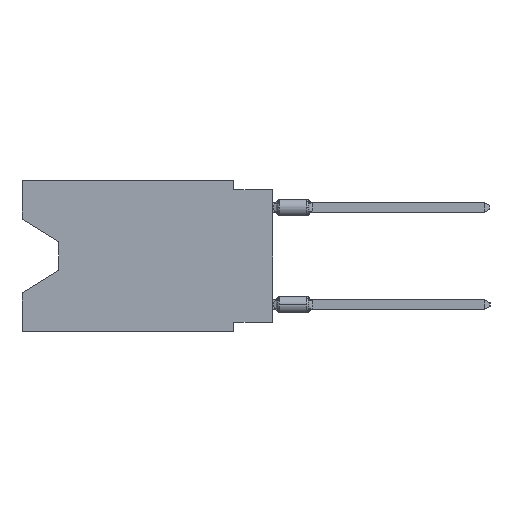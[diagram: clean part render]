
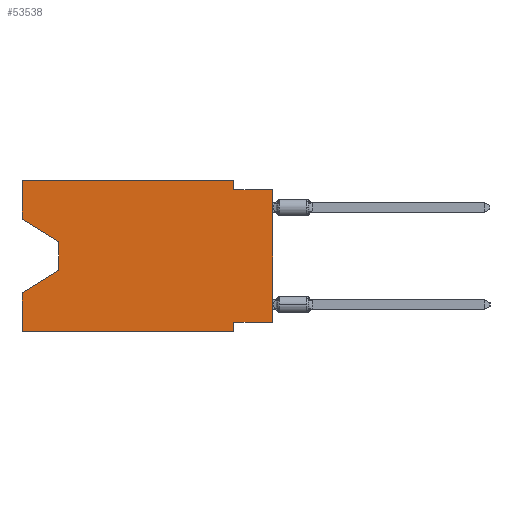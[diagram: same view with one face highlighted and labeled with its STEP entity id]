
A CAD part, left-side view. The second image highlights one B-rep face of the part: STEP entity #53538.
In plain terms, the highlighted planar face has unit normal (-1, 0, 0).
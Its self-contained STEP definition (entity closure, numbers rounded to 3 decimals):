
#262 = CARTESIAN_POINT ( 'NONE',  ( 0., 16.383, -2.546 ) ) ;
#936 = VERTEX_POINT ( 'NONE', #41779 ) ;
#1222 = VECTOR ( 'NONE', #35215, 1000. ) ;
#2706 = CARTESIAN_POINT ( 'NONE',  ( 0., 16.383, 0. ) ) ;
#2725 = LINE ( 'NONE', #54493, #51251 ) ;
#3118 = ORIENTED_EDGE ( 'NONE', *, *, #10177, .F. ) ;
#3235 = LINE ( 'NONE', #56850, #36274 ) ;
#3621 = LINE ( 'NONE', #18356, #46211 ) ;
#4668 = LINE ( 'NONE', #262, #29445 ) ;
#5263 = VERTEX_POINT ( 'NONE', #10459 ) ;
#6850 = VECTOR ( 'NONE', #60981, 1000. ) ;
#9206 = CARTESIAN_POINT ( 'NONE',  ( 0., 16.383, 0. ) ) ;
#9384 = EDGE_CURVE ( 'NONE', #44244, #59256, #49328, .T. ) ;
#9416 = VECTOR ( 'NONE', #25366, 1000. ) ;
#10177 = EDGE_CURVE ( 'NONE', #28874, #45567, #42893, .T. ) ;
#10459 = CARTESIAN_POINT ( 'NONE',  ( 0., 2.54, 0. ) ) ;
#10527 = CARTESIAN_POINT ( 'NONE',  ( 0., 16.383, -2.546 ) ) ;
#11697 = CARTESIAN_POINT ( 'NONE',  ( 0., 0., -9.271 ) ) ;
#11708 = CARTESIAN_POINT ( 'NONE',  ( 0., 16.383, -7.36 ) ) ;
#11937 = CARTESIAN_POINT ( 'NONE',  ( 0., 16.383, -9.906 ) ) ;
#12271 = ORIENTED_EDGE ( 'NONE', *, *, #33962, .F. ) ;
#12321 = ORIENTED_EDGE ( 'NONE', *, *, #17692, .F. ) ;
#12916 = FACE_OUTER_BOUND ( 'NONE', #28167, .T. ) ;
#12953 = DIRECTION ( 'NONE',  ( 0., 0.855, -0.519 ) ) ;
#14883 = VERTEX_POINT ( 'NONE', #11937 ) ;
#14944 = VECTOR ( 'NONE', #55260, 1000. ) ;
#15144 = CARTESIAN_POINT ( 'NONE',  ( 0., 13.97, -4.013 ) ) ;
#15181 = CARTESIAN_POINT ( 'NONE',  ( 0., 13.97, -4.013 ) ) ;
#15456 = AXIS2_PLACEMENT_3D ( 'NONE', #32378, #16701, #36787 ) ;
#16701 = DIRECTION ( 'NONE',  ( 1., 0., 0. ) ) ;
#17220 = EDGE_CURVE ( 'NONE', #14883, #61581, #17760, .T. ) ;
#17692 = EDGE_CURVE ( 'NONE', #38363, #26655, #54672, .T. ) ;
#17760 = LINE ( 'NONE', #2706, #47875 ) ;
#18356 = CARTESIAN_POINT ( 'NONE',  ( 0., 0., 0. ) ) ;
#18567 = LINE ( 'NONE', #37698, #25158 ) ;
#20363 = VECTOR ( 'NONE', #37254, 1000. ) ;
#20648 = DIRECTION ( 'NONE',  ( 0., 0., -1. ) ) ;
#20670 = CARTESIAN_POINT ( 'NONE',  ( 0., 16.383, 0. ) ) ;
#24014 = ORIENTED_EDGE ( 'NONE', *, *, #48638, .T. ) ;
#24628 = ORIENTED_EDGE ( 'NONE', *, *, #37053, .T. ) ;
#25158 = VECTOR ( 'NONE', #56825, 1000. ) ;
#25366 = DIRECTION ( 'NONE',  ( 0., 0., 1. ) ) ;
#25872 = ORIENTED_EDGE ( 'NONE', *, *, #48144, .T. ) ;
#26655 = VERTEX_POINT ( 'NONE', #35392 ) ;
#26690 = EDGE_CURVE ( 'NONE', #52811, #30331, #36025, .T. ) ;
#28167 = EDGE_LOOP ( 'NONE', ( #40847, #39764, #24014, #38761, #24628, #12271, #12321, #25872, #3118, #31670, #41690, #47002 ) ) ;
#28874 = VERTEX_POINT ( 'NONE', #60646 ) ;
#29445 = VECTOR ( 'NONE', #37926, 1000. ) ;
#30331 = VERTEX_POINT ( 'NONE', #9206 ) ;
#30832 = DIRECTION ( 'NONE',  ( 0., 1., 0. ) ) ;
#31670 = ORIENTED_EDGE ( 'NONE', *, *, #55057, .F. ) ;
#32075 = PLANE ( 'NONE',  #15456 ) ;
#32378 = CARTESIAN_POINT ( 'NONE',  ( 0., 16.383, 0. ) ) ;
#33962 = EDGE_CURVE ( 'NONE', #26655, #936, #42467, .T. ) ;
#35215 = DIRECTION ( 'NONE',  ( 0., 0., -1. ) ) ;
#35392 = CARTESIAN_POINT ( 'NONE',  ( 0., 2.54, -9.271 ) ) ;
#36025 = LINE ( 'NONE', #20670, #9416 ) ;
#36274 = VECTOR ( 'NONE', #12953, 1000. ) ;
#36787 = DIRECTION ( 'NONE',  ( 0., 0., -1. ) ) ;
#37053 = EDGE_CURVE ( 'NONE', #14883, #936, #46488, .T. ) ;
#37254 = DIRECTION ( 'NONE',  ( 0., -1., 0. ) ) ;
#37698 = CARTESIAN_POINT ( 'NONE',  ( 0., 16.383, 0. ) ) ;
#37926 = DIRECTION ( 'NONE',  ( 0., -0.855, -0.519 ) ) ;
#38363 = VERTEX_POINT ( 'NONE', #43599 ) ;
#38761 = ORIENTED_EDGE ( 'NONE', *, *, #17220, .F. ) ;
#39764 = ORIENTED_EDGE ( 'NONE', *, *, #9384, .T. ) ;
#40847 = ORIENTED_EDGE ( 'NONE', *, *, #59466, .T. ) ;
#41690 = ORIENTED_EDGE ( 'NONE', *, *, #54943, .F. ) ;
#41779 = CARTESIAN_POINT ( 'NONE',  ( 0., 2.54, -9.906 ) ) ;
#41859 = CARTESIAN_POINT ( 'NONE',  ( 0., 2.54, -9.906 ) ) ;
#42327 = CARTESIAN_POINT ( 'NONE',  ( 0., 13.97, -5.893 ) ) ;
#42467 = LINE ( 'NONE', #41859, #6850 ) ;
#42893 = LINE ( 'NONE', #46972, #20363 ) ;
#43599 = CARTESIAN_POINT ( 'NONE',  ( 0., 0., -9.271 ) ) ;
#44244 = VERTEX_POINT ( 'NONE', #15181 ) ;
#45567 = VERTEX_POINT ( 'NONE', #48527 ) ;
#46176 = CARTESIAN_POINT ( 'NONE',  ( 0., 16.383, -9.906 ) ) ;
#46211 = VECTOR ( 'NONE', #56634, 1000. ) ;
#46488 = LINE ( 'NONE', #46176, #14944 ) ;
#46972 = CARTESIAN_POINT ( 'NONE',  ( 0., 0., -0.635 ) ) ;
#47002 = ORIENTED_EDGE ( 'NONE', *, *, #26690, .F. ) ;
#47875 = VECTOR ( 'NONE', #51315, 1000. ) ;
#48144 = EDGE_CURVE ( 'NONE', #38363, #45567, #3621, .T. ) ;
#48527 = CARTESIAN_POINT ( 'NONE',  ( 0., 0., -0.635 ) ) ;
#48638 = EDGE_CURVE ( 'NONE', #59256, #61581, #3235, .T. ) ;
#49328 = LINE ( 'NONE', #15144, #1222 ) ;
#51251 = VECTOR ( 'NONE', #20648, 1000. ) ;
#51315 = DIRECTION ( 'NONE',  ( 0., 0., 1. ) ) ;
#52811 = VERTEX_POINT ( 'NONE', #10527 ) ;
#53538 = ADVANCED_FACE ( 'NONE', ( #12916 ), #32075, .F. ) ;
#53876 = VECTOR ( 'NONE', #30832, 1000. ) ;
#54493 = CARTESIAN_POINT ( 'NONE',  ( 0., 2.54, 0. ) ) ;
#54672 = LINE ( 'NONE', #11697, #53876 ) ;
#54943 = EDGE_CURVE ( 'NONE', #30331, #5263, #18567, .T. ) ;
#55057 = EDGE_CURVE ( 'NONE', #5263, #28874, #2725, .T. ) ;
#55260 = DIRECTION ( 'NONE',  ( 0., -1., 0. ) ) ;
#56634 = DIRECTION ( 'NONE',  ( 0., 0., 1. ) ) ;
#56825 = DIRECTION ( 'NONE',  ( 0., -1., 0. ) ) ;
#56850 = CARTESIAN_POINT ( 'NONE',  ( 0., 13.97, -5.893 ) ) ;
#59256 = VERTEX_POINT ( 'NONE', #42327 ) ;
#59466 = EDGE_CURVE ( 'NONE', #52811, #44244, #4668, .T. ) ;
#60646 = CARTESIAN_POINT ( 'NONE',  ( 0., 2.54, -0.635 ) ) ;
#60981 = DIRECTION ( 'NONE',  ( 0., 0., -1. ) ) ;
#61581 = VERTEX_POINT ( 'NONE', #11708 ) ;
